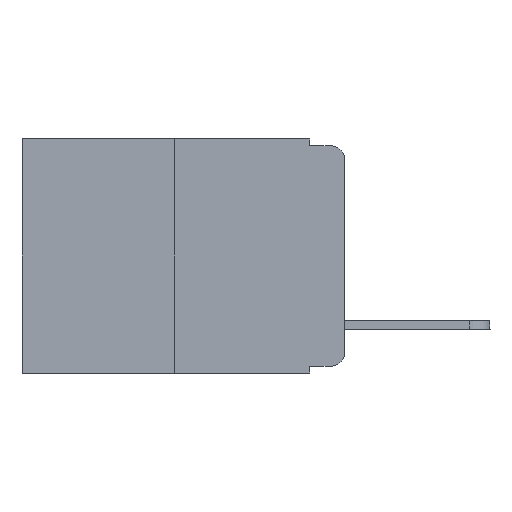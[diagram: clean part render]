
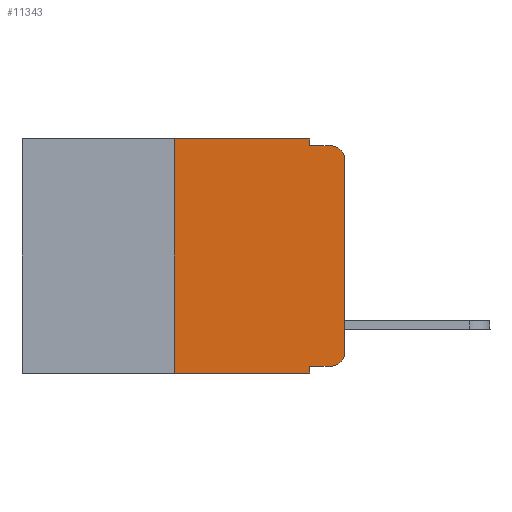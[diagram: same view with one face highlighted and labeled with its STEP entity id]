
A CAD part, left-side view. The second image highlights one B-rep face of the part: STEP entity #11343.
In plain terms, the highlighted planar face has unit normal (-1, 0, 0).
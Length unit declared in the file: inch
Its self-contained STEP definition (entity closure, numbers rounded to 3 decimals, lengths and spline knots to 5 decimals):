
#10 = DIRECTION ( 'NONE',  ( 1., 0., 0. ) ) ;
#89 = ORIENTED_EDGE ( 'NONE', *, *, #4640, .F. ) ;
#298 = CARTESIAN_POINT ( 'NONE',  ( 0., 0.051, -0.01 ) ) ;
#477 = DIRECTION ( 'NONE',  ( 0., -1., 0. ) ) ;
#565 = CARTESIAN_POINT ( 'NONE',  ( 0., 0.051, -0.333 ) ) ;
#597 = ORIENTED_EDGE ( 'NONE', *, *, #5288, .F. ) ;
#645 = CARTESIAN_POINT ( 'NONE',  ( 0., 0., 0. ) ) ;
#824 = CARTESIAN_POINT ( 'NONE',  ( 0., 0.051, 0. ) ) ;
#980 = EDGE_CURVE ( 'NONE', #16039, #6079, #5485, .T. ) ;
#1148 = DIRECTION ( 'NONE',  ( 0., 0., -1. ) ) ;
#1316 = CARTESIAN_POINT ( 'NONE',  ( 0., 0.051, -0.333 ) ) ;
#1437 = CARTESIAN_POINT ( 'NONE',  ( 0., 0.25, 0. ) ) ;
#1555 = DIRECTION ( 'NONE',  ( -1., 0., 0. ) ) ;
#1819 = ORIENTED_EDGE ( 'NONE', *, *, #4065, .F. ) ;
#1906 = ORIENTED_EDGE ( 'NONE', *, *, #980, .T. ) ;
#1935 = VERTEX_POINT ( 'NONE', #824 ) ;
#1939 = DIRECTION ( 'NONE',  ( 0., 0., 1. ) ) ;
#1980 = ORIENTED_EDGE ( 'NONE', *, *, #3108, .T. ) ;
#2335 = VECTOR ( 'NONE', #4777, 39.37008 ) ;
#2338 = PLANE ( 'NONE',  #12170 ) ;
#2502 = VECTOR ( 'NONE', #14886, 39.37008 ) ;
#2688 = CARTESIAN_POINT ( 'NONE',  ( 0., 0.051, 0. ) ) ;
#2773 = DIRECTION ( 'NONE',  ( 0., 0., -1. ) ) ;
#2883 = LINE ( 'NONE', #298, #9473 ) ;
#3108 = EDGE_CURVE ( 'NONE', #6703, #6069, #13611, .T. ) ;
#3575 = EDGE_CURVE ( 'NONE', #10303, #11420, #14917, .T. ) ;
#3984 = LINE ( 'NONE', #2688, #8183 ) ;
#4065 = EDGE_CURVE ( 'NONE', #11242, #11420, #2883, .T. ) ;
#4270 = EDGE_CURVE ( 'NONE', #5255, #16039, #7949, .T. ) ;
#4640 = EDGE_CURVE ( 'NONE', #6703, #7800, #10618, .T. ) ;
#4777 = DIRECTION ( 'NONE',  ( 0., -1., 0. ) ) ;
#4838 = DIRECTION ( 'NONE',  ( -1., 0., 0. ) ) ;
#4997 = ORIENTED_EDGE ( 'NONE', *, *, #10724, .T. ) ;
#5255 = VERTEX_POINT ( 'NONE', #565 ) ;
#5288 = EDGE_CURVE ( 'NONE', #7800, #1935, #11025, .T. ) ;
#5485 = CIRCLE ( 'NONE', #9604, 0.02 ) ;
#6069 = VERTEX_POINT ( 'NONE', #12961 ) ;
#6079 = VERTEX_POINT ( 'NONE', #6538 ) ;
#6150 = CARTESIAN_POINT ( 'NONE',  ( 0., 0.473, -0.343 ) ) ;
#6538 = CARTESIAN_POINT ( 'NONE',  ( 0., 0., -0.313 ) ) ;
#6703 = VERTEX_POINT ( 'NONE', #14653 ) ;
#6835 = EDGE_LOOP ( 'NONE', ( #4997, #12624, #1819, #13858, #597, #89, #1980, #13505, #10189, #1906 ) ) ;
#6881 = CARTESIAN_POINT ( 'NONE',  ( 0., 0.02, -0.313 ) ) ;
#6912 = VECTOR ( 'NONE', #15664, 39.37008 ) ;
#7511 = LINE ( 'NONE', #11348, #9108 ) ;
#7588 = CARTESIAN_POINT ( 'NONE',  ( 0., 0.473, 0. ) ) ;
#7800 = VERTEX_POINT ( 'NONE', #7997 ) ;
#7949 = LINE ( 'NONE', #1316, #6912 ) ;
#7997 = CARTESIAN_POINT ( 'NONE',  ( 0., 0.25, 0. ) ) ;
#8183 = VECTOR ( 'NONE', #2773, 39.37008 ) ;
#8348 = VECTOR ( 'NONE', #1939, 39.37008 ) ;
#8355 = CARTESIAN_POINT ( 'NONE',  ( 0., 0.051, -0.01 ) ) ;
#8456 = EDGE_CURVE ( 'NONE', #1935, #11242, #7511, .T. ) ;
#8860 = FACE_OUTER_BOUND ( 'NONE', #6835, .T. ) ;
#9108 = VECTOR ( 'NONE', #16685, 39.37008 ) ;
#9116 = CARTESIAN_POINT ( 'NONE',  ( 0., 0.02, -0.01 ) ) ;
#9473 = VECTOR ( 'NONE', #477, 39.37008 ) ;
#9604 = AXIS2_PLACEMENT_3D ( 'NONE', #6881, #1555, #14761 ) ;
#9850 = VECTOR ( 'NONE', #15869, 39.37008 ) ;
#10144 = DIRECTION ( 'NONE',  ( 0., 0., -1. ) ) ;
#10189 = ORIENTED_EDGE ( 'NONE', *, *, #4270, .T. ) ;
#10303 = VERTEX_POINT ( 'NONE', #14583 ) ;
#10618 = LINE ( 'NONE', #1437, #9850 ) ;
#10724 = EDGE_CURVE ( 'NONE', #6079, #10303, #14014, .T. ) ;
#11025 = LINE ( 'NONE', #14802, #2502 ) ;
#11242 = VERTEX_POINT ( 'NONE', #8355 ) ;
#11343 = ADVANCED_FACE ( 'NONE', ( #8860 ), #2338, .F. ) ;
#11348 = CARTESIAN_POINT ( 'NONE',  ( 0., 0.051, 0. ) ) ;
#11420 = VERTEX_POINT ( 'NONE', #9116 ) ;
#12164 = CARTESIAN_POINT ( 'NONE',  ( 0., 0.02, -0.333 ) ) ;
#12170 = AXIS2_PLACEMENT_3D ( 'NONE', #7588, #10, #10144 ) ;
#12619 = CARTESIAN_POINT ( 'NONE',  ( 0., 0.02, -0.03 ) ) ;
#12624 = ORIENTED_EDGE ( 'NONE', *, *, #3575, .T. ) ;
#12708 = AXIS2_PLACEMENT_3D ( 'NONE', #12619, #4838, #1148 ) ;
#12961 = CARTESIAN_POINT ( 'NONE',  ( 0., 0.051, -0.343 ) ) ;
#13505 = ORIENTED_EDGE ( 'NONE', *, *, #15457, .F. ) ;
#13611 = LINE ( 'NONE', #6150, #2335 ) ;
#13858 = ORIENTED_EDGE ( 'NONE', *, *, #8456, .F. ) ;
#14014 = LINE ( 'NONE', #645, #8348 ) ;
#14583 = CARTESIAN_POINT ( 'NONE',  ( 0., 0., -0.03 ) ) ;
#14653 = CARTESIAN_POINT ( 'NONE',  ( 0., 0.25, -0.343 ) ) ;
#14761 = DIRECTION ( 'NONE',  ( 0., 0., -1. ) ) ;
#14802 = CARTESIAN_POINT ( 'NONE',  ( 0., 0.473, 0. ) ) ;
#14886 = DIRECTION ( 'NONE',  ( 0., -1., 0. ) ) ;
#14917 = CIRCLE ( 'NONE', #12708, 0.02 ) ;
#15457 = EDGE_CURVE ( 'NONE', #5255, #6069, #3984, .T. ) ;
#15664 = DIRECTION ( 'NONE',  ( 0., -1., 0. ) ) ;
#15869 = DIRECTION ( 'NONE',  ( 0., 0., 1. ) ) ;
#16039 = VERTEX_POINT ( 'NONE', #12164 ) ;
#16685 = DIRECTION ( 'NONE',  ( 0., 0., -1. ) ) ;
